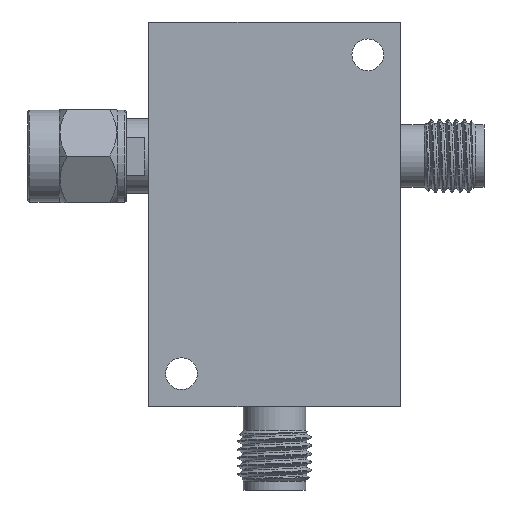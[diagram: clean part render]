
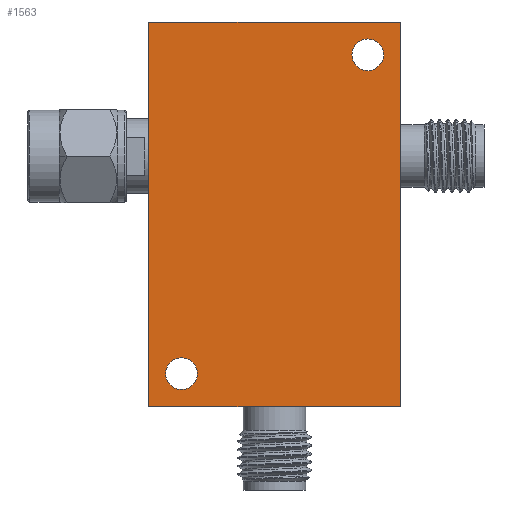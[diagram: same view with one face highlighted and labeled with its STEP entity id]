
A CAD part, front view. The second image highlights one B-rep face of the part: STEP entity #1563.
In plain terms, the highlighted planar face has unit normal (0, -1, 0).
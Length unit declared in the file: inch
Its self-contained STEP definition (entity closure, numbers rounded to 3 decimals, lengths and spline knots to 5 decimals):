
#270 = DIRECTION ( 'NONE',  ( 0., 0., 1. ) ) ;
#455 = PLANE ( 'NONE',  #11380 ) ;
#513 = FACE_BOUND ( 'NONE', #4244, .T. ) ;
#656 = AXIS2_PLACEMENT_3D ( 'NONE', #1725, #1599, #6367 ) ;
#1079 = CARTESIAN_POINT ( 'NONE',  ( 0.3125, 0., 0.48175 ) ) ;
#1140 = CARTESIAN_POINT ( 'NONE',  ( -0.4225, 0., 0. ) ) ;
#1161 = EDGE_CURVE ( 'NONE', #6276, #6119, #3355, .T. ) ;
#1209 = CARTESIAN_POINT ( 'NONE',  ( -0.3125, 0., -0.48175 ) ) ;
#1224 = AXIS2_PLACEMENT_3D ( 'NONE', #6357, #10163, #7050 ) ;
#1403 = VERTEX_POINT ( 'NONE', #9985 ) ;
#1430 = LINE ( 'NONE', #10071, #11383 ) ;
#1518 = CARTESIAN_POINT ( 'NONE',  ( 0.4225, 0., -0.645 ) ) ;
#1563 = ADVANCED_FACE ( 'NONE', ( #6166, #9967, #513 ), #455, .F. ) ;
#1599 = DIRECTION ( 'NONE',  ( 0., -1., 0. ) ) ;
#1707 = CARTESIAN_POINT ( 'NONE',  ( 0.3125, 0., 0.58825 ) ) ;
#1725 = CARTESIAN_POINT ( 'NONE',  ( -0.3125, 0., -0.535 ) ) ;
#1887 = CARTESIAN_POINT ( 'NONE',  ( -0.4225, 0., -0.645 ) ) ;
#2010 = CIRCLE ( 'NONE', #6034, 0.05325 ) ;
#2026 = LINE ( 'NONE', #1140, #8837 ) ;
#2383 = CARTESIAN_POINT ( 'NONE',  ( 0., 0., 0. ) ) ;
#2649 = ORIENTED_EDGE ( 'NONE', *, *, #9987, .F. ) ;
#2996 = VERTEX_POINT ( 'NONE', #1209 ) ;
#3119 = DIRECTION ( 'NONE',  ( 0., 0., 1. ) ) ;
#3355 = LINE ( 'NONE', #9369, #9159 ) ;
#3371 = LINE ( 'NONE', #4318, #11396 ) ;
#3638 = EDGE_CURVE ( 'NONE', #5528, #2996, #6666, .T. ) ;
#3699 = CARTESIAN_POINT ( 'NONE',  ( 0.3125, 0., 0.535 ) ) ;
#3962 = ORIENTED_EDGE ( 'NONE', *, *, #3638, .F. ) ;
#4244 = EDGE_LOOP ( 'NONE', ( #5083, #3962 ) ) ;
#4277 = DIRECTION ( 'NONE',  ( 0., 0., 1. ) ) ;
#4318 = CARTESIAN_POINT ( 'NONE',  ( 0., 0., -0.645 ) ) ;
#4335 = DIRECTION ( 'NONE',  ( 0., 1., 0. ) ) ;
#4361 = DIRECTION ( 'NONE',  ( 0., 0., -1. ) ) ;
#4596 = AXIS2_PLACEMENT_3D ( 'NONE', #11706, #9828, #3119 ) ;
#4635 = EDGE_CURVE ( 'NONE', #6119, #9200, #3371, .T. ) ;
#5083 = ORIENTED_EDGE ( 'NONE', *, *, #5545, .F. ) ;
#5237 = EDGE_LOOP ( 'NONE', ( #10306, #9674, #10441, #2649 ) ) ;
#5263 = ORIENTED_EDGE ( 'NONE', *, *, #9145, .F. ) ;
#5324 = DIRECTION ( 'NONE',  ( -1., 0., 0. ) ) ;
#5528 = VERTEX_POINT ( 'NONE', #5840 ) ;
#5545 = EDGE_CURVE ( 'NONE', #2996, #5528, #8998, .T. ) ;
#5779 = DIRECTION ( 'NONE',  ( 0., 0., 1. ) ) ;
#5840 = CARTESIAN_POINT ( 'NONE',  ( -0.3125, 0., -0.58825 ) ) ;
#6034 = AXIS2_PLACEMENT_3D ( 'NONE', #3699, #12351, #5779 ) ;
#6119 = VERTEX_POINT ( 'NONE', #1518 ) ;
#6166 = FACE_OUTER_BOUND ( 'NONE', #5237, .T. ) ;
#6276 = VERTEX_POINT ( 'NONE', #12236 ) ;
#6357 = CARTESIAN_POINT ( 'NONE',  ( 0.3125, 0., 0.535 ) ) ;
#6367 = DIRECTION ( 'NONE',  ( 0., 0., 1. ) ) ;
#6666 = CIRCLE ( 'NONE', #656, 0.05325 ) ;
#6999 = EDGE_CURVE ( 'NONE', #1403, #6276, #1430, .T. ) ;
#7050 = DIRECTION ( 'NONE',  ( 0., 0., 1. ) ) ;
#7747 = VERTEX_POINT ( 'NONE', #1707 ) ;
#8837 = VECTOR ( 'NONE', #270, 39.37008 ) ;
#8998 = CIRCLE ( 'NONE', #4596, 0.05325 ) ;
#9145 = EDGE_CURVE ( 'NONE', #11628, #7747, #2010, .T. ) ;
#9159 = VECTOR ( 'NONE', #4361, 39.37008 ) ;
#9200 = VERTEX_POINT ( 'NONE', #1887 ) ;
#9369 = CARTESIAN_POINT ( 'NONE',  ( 0.4225, 0., 0. ) ) ;
#9674 = ORIENTED_EDGE ( 'NONE', *, *, #1161, .F. ) ;
#9828 = DIRECTION ( 'NONE',  ( 0., -1., 0. ) ) ;
#9837 = EDGE_CURVE ( 'NONE', #7747, #11628, #11235, .T. ) ;
#9967 = FACE_BOUND ( 'NONE', #11482, .T. ) ;
#9985 = CARTESIAN_POINT ( 'NONE',  ( -0.4225, 0., 0.645 ) ) ;
#9987 = EDGE_CURVE ( 'NONE', #9200, #1403, #2026, .T. ) ;
#10071 = CARTESIAN_POINT ( 'NONE',  ( 0., 0., 0.645 ) ) ;
#10163 = DIRECTION ( 'NONE',  ( 0., -1., 0. ) ) ;
#10306 = ORIENTED_EDGE ( 'NONE', *, *, #4635, .F. ) ;
#10441 = ORIENTED_EDGE ( 'NONE', *, *, #6999, .F. ) ;
#11142 = DIRECTION ( 'NONE',  ( 1., 0., 0. ) ) ;
#11235 = CIRCLE ( 'NONE', #1224, 0.05325 ) ;
#11380 = AXIS2_PLACEMENT_3D ( 'NONE', #2383, #4335, #4277 ) ;
#11383 = VECTOR ( 'NONE', #11142, 39.37008 ) ;
#11396 = VECTOR ( 'NONE', #5324, 39.37008 ) ;
#11482 = EDGE_LOOP ( 'NONE', ( #11843, #5263 ) ) ;
#11628 = VERTEX_POINT ( 'NONE', #1079 ) ;
#11706 = CARTESIAN_POINT ( 'NONE',  ( -0.3125, 0., -0.535 ) ) ;
#11843 = ORIENTED_EDGE ( 'NONE', *, *, #9837, .F. ) ;
#12236 = CARTESIAN_POINT ( 'NONE',  ( 0.4225, 0., 0.645 ) ) ;
#12351 = DIRECTION ( 'NONE',  ( 0., -1., 0. ) ) ;
